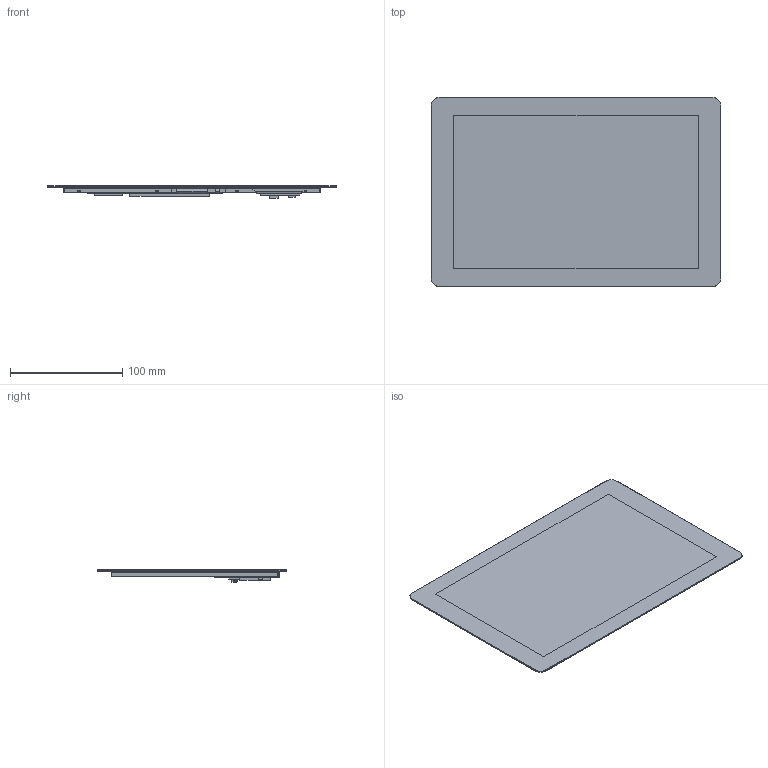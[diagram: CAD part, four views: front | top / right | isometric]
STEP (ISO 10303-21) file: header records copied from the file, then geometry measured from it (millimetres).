
FILE_DESCRIPTION(/* description */ (''),/* implementation_level */ '2;1');
FILE_NAME(/* name */ 'RVT101HVLNWC00-B_Rev.1.1.stp',/* time_stamp */ '2021-06-14T10:55:50+02:00',/* author */ ('Mateusz Natywa'),/* organization */ (''),/* preprocessor_version */ 'ST-DEVELOPER v17',/* originating_system */ 'Autodesk Inventor 2019',/* authorisation */ '');
FILE_SCHEMA (('CONFIG_CONTROL_DESIGN'));
Length unit declared in the file: millimetre
Products named in the file (12): RVT101HVLNWC00-B; TFT; DISP; FPC; TAPE; CTP; CG; SCA; SENSOR; FPC_1; OCA; DST
Assembly tree (11 placements, depth 3):
  RVT101HVLNWC00-B
    TFT
      DISP
      FPC
      TAPE
    CTP
      CG
      SCA
      SENSOR
      FPC_1
      OCA
      DST
Bounding box: 257.96 x 168.6 x 11.29 mm (x, y, z)
Volume: 236069.2 mm3; surface area: 400911.5 mm2
Topology: 12 solids, 12 shells, 548 faces, 1471 edges, 968 vertices
Faces by surface type: plane 466, cylinder 65, bspline 9, cone 8
Entity records: 17790 total; most frequent: CARTESIAN_POINT 3255, ORIENTED_EDGE 2942, DIRECTION 2719, EDGE_CURVE 1471, LINE 1315, VECTOR 1315, VERTEX_POINT 968, AXIS2_PLACEMENT_3D 702
